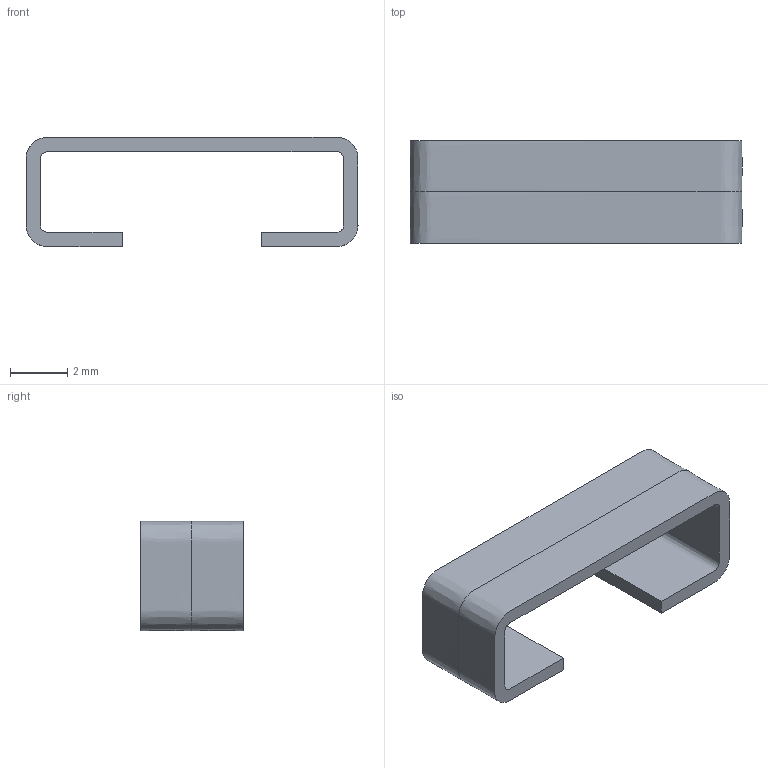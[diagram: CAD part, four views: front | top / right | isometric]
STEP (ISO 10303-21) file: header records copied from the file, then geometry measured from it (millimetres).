
FILE_DESCRIPTION(/* description */ (''),/* implementation_level */ '2;1');
FILE_NAME(/* name */ 'RES_TT_OARS1.stp',/* time_stamp */ '2016-03-23T16:51:03+01:00',/* author */ ('riccim'),/* organization */ ('SolidWorks'),/* preprocessor_version */ 'ST-DEVELOPER v15.5',/* originating_system */ 'AutoCAD Mechanical',/* authorisation */ ' ');
FILE_SCHEMA (('AUTOMOTIVE_DESIGN { 1 0 10303 214 3 1 1 }'));
Length unit declared in the file: millimetre
Products named in the file (1): Product
Bounding box: 11.56 x 3.56 x 3.81 mm (x, y, z)
Volume: 40 mm3; surface area: 183 mm2
Topology: 1 solids, 1 shells, 7 faces, 15 edges, 10 vertices
Faces by surface type: plane 4, bspline 3
Entity records: 2830 total; most frequent: CARTESIAN_POINT 2661, ORIENTED_EDGE 30, DIRECTION 20, EDGE_CURVE 15, LINE 10, VECTOR 10, VERTEX_POINT 10, FACE_OUTER_BOUND 7
